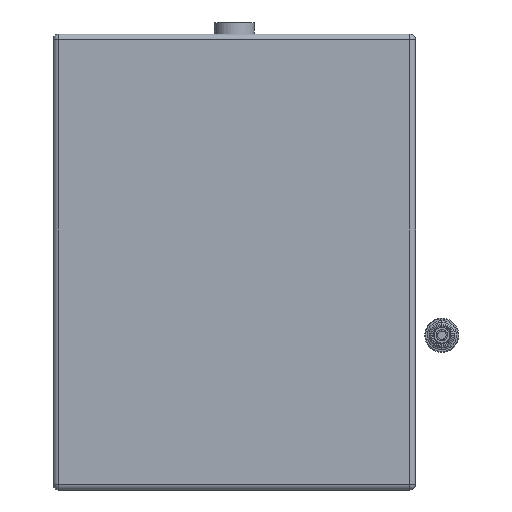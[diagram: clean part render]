
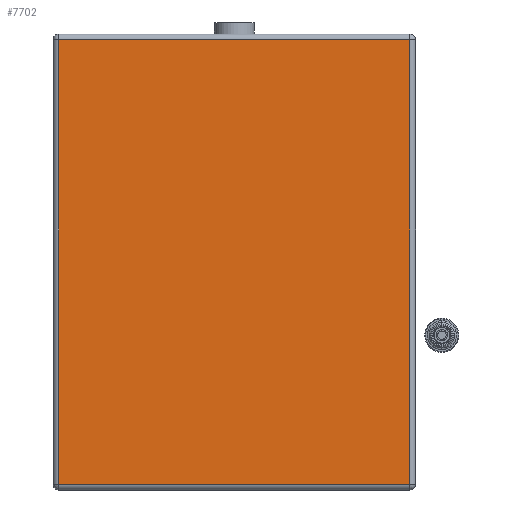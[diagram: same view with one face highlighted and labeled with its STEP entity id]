
A CAD part, front view. The second image highlights one B-rep face of the part: STEP entity #7702.
In plain terms, the highlighted planar face has unit normal (0, -1, 0).
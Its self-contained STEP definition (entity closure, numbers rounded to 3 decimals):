
#2503 = VECTOR ( 'NONE', #59432, 1000. ) ;
#5762 = DIRECTION ( 'NONE',  ( 0., 0., -1. ) ) ;
#7702 = ADVANCED_FACE ( 'NONE', ( #38383 ), #44419, .T. ) ;
#9146 = CARTESIAN_POINT ( 'NONE',  ( -127.5, -92., -78.4 ) ) ;
#14369 = VERTEX_POINT ( 'NONE', #15426 ) ;
#15394 = DIRECTION ( 'NONE',  ( 0., -1., 0. ) ) ;
#15426 = CARTESIAN_POINT ( 'NONE',  ( 123.5, -92., -78.4 ) ) ;
#17641 = EDGE_CURVE ( 'NONE', #14369, #35402, #31124, .T. ) ;
#20656 = DIRECTION ( 'NONE',  ( 0., 0., -1. ) ) ;
#22981 = AXIS2_PLACEMENT_3D ( 'NONE', #54411, #15394, #5762 ) ;
#23817 = CARTESIAN_POINT ( 'NONE',  ( -127.5, -92., 234.4 ) ) ;
#25712 = VERTEX_POINT ( 'NONE', #45980 ) ;
#28572 = EDGE_CURVE ( 'NONE', #39518, #25712, #50203, .T. ) ;
#29345 = CARTESIAN_POINT ( 'NONE',  ( 123.5, -92., 234.4 ) ) ;
#29383 = ORIENTED_EDGE ( 'NONE', *, *, #28572, .T. ) ;
#30749 = DIRECTION ( 'NONE',  ( 0., 0., 1. ) ) ;
#31124 = LINE ( 'NONE', #39895, #60849 ) ;
#34296 = EDGE_CURVE ( 'NONE', #35402, #39518, #35388, .T. ) ;
#35083 = EDGE_LOOP ( 'NONE', ( #29383, #49778, #59137, #45570 ) ) ;
#35388 = LINE ( 'NONE', #23817, #2503 ) ;
#35402 = VERTEX_POINT ( 'NONE', #29345 ) ;
#38383 = FACE_OUTER_BOUND ( 'NONE', #35083, .T. ) ;
#39518 = VERTEX_POINT ( 'NONE', #50734 ) ;
#39895 = CARTESIAN_POINT ( 'NONE',  ( 123.5, -92., -82.4 ) ) ;
#40716 = CARTESIAN_POINT ( 'NONE',  ( -123.5, -92., -82.4 ) ) ;
#43325 = DIRECTION ( 'NONE',  ( 1., 0., 0. ) ) ;
#43911 = VECTOR ( 'NONE', #43325, 1000. ) ;
#44419 = PLANE ( 'NONE',  #22981 ) ;
#45570 = ORIENTED_EDGE ( 'NONE', *, *, #34296, .T. ) ;
#45980 = CARTESIAN_POINT ( 'NONE',  ( -123.5, -92., -78.4 ) ) ;
#47333 = EDGE_CURVE ( 'NONE', #25712, #14369, #56871, .T. ) ;
#49778 = ORIENTED_EDGE ( 'NONE', *, *, #47333, .T. ) ;
#50203 = LINE ( 'NONE', #40716, #60108 ) ;
#50734 = CARTESIAN_POINT ( 'NONE',  ( -123.5, -92., 234.4 ) ) ;
#54411 = CARTESIAN_POINT ( 'NONE',  ( -127.5, -92., -82.4 ) ) ;
#56871 = LINE ( 'NONE', #9146, #43911 ) ;
#59137 = ORIENTED_EDGE ( 'NONE', *, *, #17641, .T. ) ;
#59432 = DIRECTION ( 'NONE',  ( -1., 0., 0. ) ) ;
#60108 = VECTOR ( 'NONE', #20656, 1000. ) ;
#60849 = VECTOR ( 'NONE', #30749, 1000. ) ;
